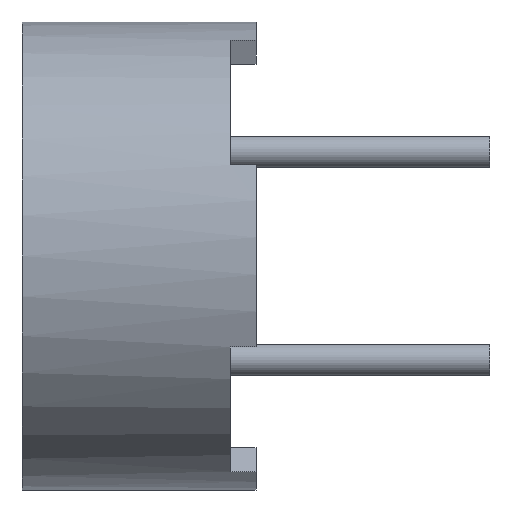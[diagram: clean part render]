
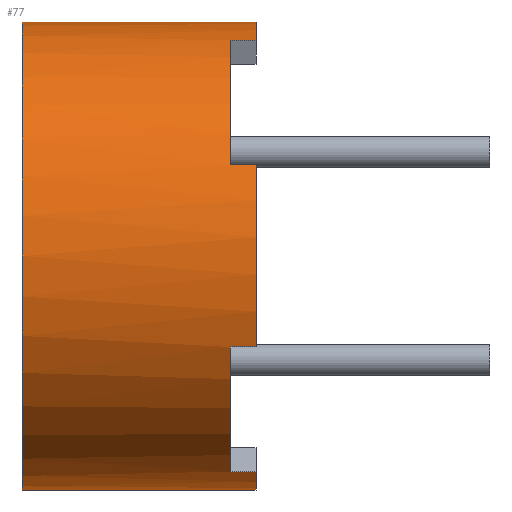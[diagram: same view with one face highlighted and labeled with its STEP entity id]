
A CAD part, left-side view. The second image highlights one B-rep face of the part: STEP entity #77.
In plain terms, the highlighted cylindrical face has radius 4.5 mm (diameter 9 mm), a partial arc.
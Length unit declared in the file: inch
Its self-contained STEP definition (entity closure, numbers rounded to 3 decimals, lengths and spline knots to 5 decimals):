
#11 = DIRECTION ( 'NONE',  ( 0., -1., 0. ) ) ;
#19 = EDGE_CURVE ( 'NONE', #125, #1118, #303, .T. ) ;
#42 = CARTESIAN_POINT ( 'NONE',  ( -0.16322, 0.01969, 0.0689 ) ) ;
#47 = ORIENTED_EDGE ( 'NONE', *, *, #1099, .T. ) ;
#48 = DIRECTION ( 'NONE',  ( 0., -1., 0. ) ) ;
#59 = CARTESIAN_POINT ( 'NONE',  ( -0.16322, 0.01969, -0.0689 ) ) ;
#77 = ADVANCED_FACE ( 'NONE', ( #235 ), #803, .T. ) ;
#88 = DIRECTION ( 'NONE',  ( 0., 1., 0. ) ) ;
#89 = AXIS2_PLACEMENT_3D ( 'NONE', #591, #48, #1407 ) ;
#96 = ORIENTED_EDGE ( 'NONE', *, *, #1281, .T. ) ;
#99 = VERTEX_POINT ( 'NONE', #286 ) ;
#125 = VERTEX_POINT ( 'NONE', #177 ) ;
#144 = DIRECTION ( 'NONE',  ( 0., 1., 0. ) ) ;
#177 = CARTESIAN_POINT ( 'NONE',  ( 0., 0.17717, -0.17717 ) ) ;
#183 = DIRECTION ( 'NONE',  ( 0., -1., 0. ) ) ;
#201 = CARTESIAN_POINT ( 'NONE',  ( -0.0689, 0.01969, 0.16322 ) ) ;
#214 = DIRECTION ( 'NONE',  ( 0., -1., 0. ) ) ;
#235 = FACE_OUTER_BOUND ( 'NONE', #1378, .T. ) ;
#237 = CARTESIAN_POINT ( 'NONE',  ( -0.0689, 0.01969, -0.16322 ) ) ;
#272 = DIRECTION ( 'NONE',  ( 0., -1., 0. ) ) ;
#285 = VECTOR ( 'NONE', #214, 39.37008 ) ;
#286 = CARTESIAN_POINT ( 'NONE',  ( -0.16322, 0., 0.0689 ) ) ;
#293 = CARTESIAN_POINT ( 'NONE',  ( 0., 0.17717, 0.17717 ) ) ;
#303 = LINE ( 'NONE', #895, #700 ) ;
#313 = CIRCLE ( 'NONE', #925, 0.17717 ) ;
#319 = VERTEX_POINT ( 'NONE', #1400 ) ;
#336 = VECTOR ( 'NONE', #1435, 39.37008 ) ;
#379 = EDGE_CURVE ( 'NONE', #1087, #99, #766, .T. ) ;
#391 = DIRECTION ( 'NONE',  ( 0., 1., 0. ) ) ;
#402 = VERTEX_POINT ( 'NONE', #1426 ) ;
#429 = AXIS2_PLACEMENT_3D ( 'NONE', #617, #391, #1288 ) ;
#430 = ORIENTED_EDGE ( 'NONE', *, *, #464, .F. ) ;
#453 = CIRCLE ( 'NONE', #493, 0.17717 ) ;
#464 = EDGE_CURVE ( 'NONE', #402, #624, #1294, .T. ) ;
#493 = AXIS2_PLACEMENT_3D ( 'NONE', #592, #11, #1268 ) ;
#498 = CARTESIAN_POINT ( 'NONE',  ( 0., 0., -0.17717 ) ) ;
#527 = DIRECTION ( 'NONE',  ( 0., 0., 1. ) ) ;
#534 = CARTESIAN_POINT ( 'NONE',  ( -0.0689, 0., -0.16322 ) ) ;
#544 = LINE ( 'NONE', #201, #1041 ) ;
#553 = CARTESIAN_POINT ( 'NONE',  ( -0.0689, 0., 0.16322 ) ) ;
#564 = CIRCLE ( 'NONE', #1289, 0.17717 ) ;
#591 = CARTESIAN_POINT ( 'NONE',  ( 0., 0.01969, 0. ) ) ;
#592 = CARTESIAN_POINT ( 'NONE',  ( 0., 0.01969, 0. ) ) ;
#617 = CARTESIAN_POINT ( 'NONE',  ( 0., 0.17717, 0. ) ) ;
#624 = VERTEX_POINT ( 'NONE', #637 ) ;
#637 = CARTESIAN_POINT ( 'NONE',  ( 0., 0., 0.17717 ) ) ;
#666 = LINE ( 'NONE', #237, #285 ) ;
#682 = EDGE_CURVE ( 'NONE', #319, #99, #1365, .T. ) ;
#700 = VECTOR ( 'NONE', #1097, 39.37008 ) ;
#706 = VECTOR ( 'NONE', #183, 39.37008 ) ;
#723 = EDGE_CURVE ( 'NONE', #1425, #1486, #666, .T. ) ;
#726 = DIRECTION ( 'NONE',  ( 0., 0., -1. ) ) ;
#734 = CIRCLE ( 'NONE', #429, 0.17717 ) ;
#735 = ORIENTED_EDGE ( 'NONE', *, *, #19, .T. ) ;
#761 = CARTESIAN_POINT ( 'NONE',  ( 0., 0., 0. ) ) ;
#766 = LINE ( 'NONE', #782, #706 ) ;
#782 = CARTESIAN_POINT ( 'NONE',  ( -0.16322, 0.01969, 0.0689 ) ) ;
#785 = ORIENTED_EDGE ( 'NONE', *, *, #723, .F. ) ;
#803 = CYLINDRICAL_SURFACE ( 'NONE', #940, 0.17717 ) ;
#809 = ORIENTED_EDGE ( 'NONE', *, *, #908, .F. ) ;
#872 = ORIENTED_EDGE ( 'NONE', *, *, #883, .T. ) ;
#883 = EDGE_CURVE ( 'NONE', #1189, #319, #970, .T. ) ;
#895 = CARTESIAN_POINT ( 'NONE',  ( 0., 0.17717, -0.17717 ) ) ;
#908 = EDGE_CURVE ( 'NONE', #125, #402, #734, .T. ) ;
#925 = AXIS2_PLACEMENT_3D ( 'NONE', #1380, #144, #1276 ) ;
#940 = AXIS2_PLACEMENT_3D ( 'NONE', #1296, #272, #726 ) ;
#969 = VERTEX_POINT ( 'NONE', #553 ) ;
#970 = LINE ( 'NONE', #59, #1269 ) ;
#988 = DIRECTION ( 'NONE',  ( 0., -1., 0. ) ) ;
#993 = EDGE_CURVE ( 'NONE', #1118, #1486, #564, .T. ) ;
#1009 = ORIENTED_EDGE ( 'NONE', *, *, #682, .T. ) ;
#1016 = EDGE_CURVE ( 'NONE', #1189, #1425, #1228, .T. ) ;
#1041 = VECTOR ( 'NONE', #1221, 39.37008 ) ;
#1043 = ORIENTED_EDGE ( 'NONE', *, *, #379, .F. ) ;
#1067 = ORIENTED_EDGE ( 'NONE', *, *, #1357, .F. ) ;
#1084 = AXIS2_PLACEMENT_3D ( 'NONE', #761, #1212, #527 ) ;
#1087 = VERTEX_POINT ( 'NONE', #42 ) ;
#1097 = DIRECTION ( 'NONE',  ( 0., -1., 0. ) ) ;
#1099 = EDGE_CURVE ( 'NONE', #969, #624, #313, .T. ) ;
#1107 = CARTESIAN_POINT ( 'NONE',  ( 0., 0., 0. ) ) ;
#1118 = VERTEX_POINT ( 'NONE', #498 ) ;
#1189 = VERTEX_POINT ( 'NONE', #1272 ) ;
#1212 = DIRECTION ( 'NONE',  ( 0., 1., 0. ) ) ;
#1221 = DIRECTION ( 'NONE',  ( 0., -1., 0. ) ) ;
#1228 = CIRCLE ( 'NONE', #89, 0.17717 ) ;
#1268 = DIRECTION ( 'NONE',  ( 0., 0., -1. ) ) ;
#1269 = VECTOR ( 'NONE', #988, 39.37008 ) ;
#1272 = CARTESIAN_POINT ( 'NONE',  ( -0.16322, 0.01969, -0.0689 ) ) ;
#1276 = DIRECTION ( 'NONE',  ( 0., 0., 1. ) ) ;
#1281 = EDGE_CURVE ( 'NONE', #1293, #969, #544, .T. ) ;
#1288 = DIRECTION ( 'NONE',  ( 0., 0., 1. ) ) ;
#1289 = AXIS2_PLACEMENT_3D ( 'NONE', #1107, #88, #1401 ) ;
#1293 = VERTEX_POINT ( 'NONE', #1428 ) ;
#1294 = LINE ( 'NONE', #293, #336 ) ;
#1296 = CARTESIAN_POINT ( 'NONE',  ( 0., 0.17717, 0. ) ) ;
#1325 = ORIENTED_EDGE ( 'NONE', *, *, #1016, .F. ) ;
#1357 = EDGE_CURVE ( 'NONE', #1293, #1087, #453, .T. ) ;
#1365 = CIRCLE ( 'NONE', #1084, 0.17717 ) ;
#1378 = EDGE_LOOP ( 'NONE', ( #430, #809, #735, #1472, #785, #1325, #872, #1009, #1043, #1067, #96, #47 ) ) ;
#1380 = CARTESIAN_POINT ( 'NONE',  ( 0., 0., 0. ) ) ;
#1400 = CARTESIAN_POINT ( 'NONE',  ( -0.16322, 0., -0.0689 ) ) ;
#1401 = DIRECTION ( 'NONE',  ( 0., 0., 1. ) ) ;
#1407 = DIRECTION ( 'NONE',  ( 0., 0., -1. ) ) ;
#1425 = VERTEX_POINT ( 'NONE', #1483 ) ;
#1426 = CARTESIAN_POINT ( 'NONE',  ( 0., 0.17717, 0.17717 ) ) ;
#1428 = CARTESIAN_POINT ( 'NONE',  ( -0.0689, 0.01969, 0.16322 ) ) ;
#1435 = DIRECTION ( 'NONE',  ( 0., -1., 0. ) ) ;
#1472 = ORIENTED_EDGE ( 'NONE', *, *, #993, .T. ) ;
#1483 = CARTESIAN_POINT ( 'NONE',  ( -0.0689, 0.01969, -0.16322 ) ) ;
#1486 = VERTEX_POINT ( 'NONE', #534 ) ;
